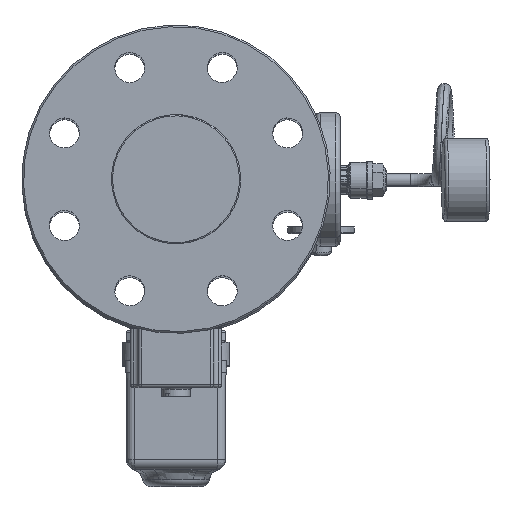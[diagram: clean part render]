
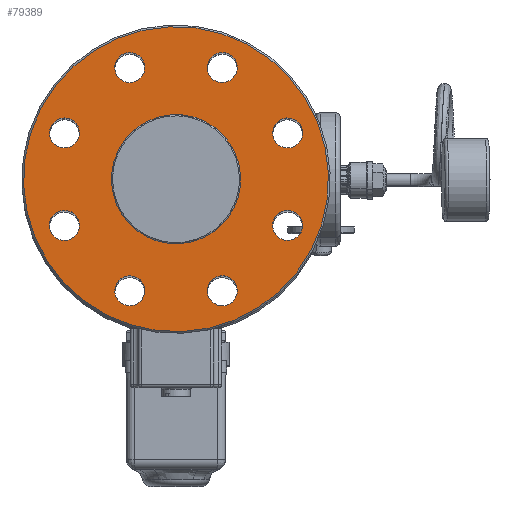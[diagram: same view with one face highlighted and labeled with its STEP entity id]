
A CAD part, top view. The second image highlights one B-rep face of the part: STEP entity #79389.
In plain terms, the highlighted planar face has unit normal (0, 0, 1).
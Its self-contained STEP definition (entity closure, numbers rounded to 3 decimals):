
#78699=CARTESIAN_POINT('Vertex',(4.15,317.144,224.572)) ;
#78713=CARTESIAN_POINT('Vertex',(-4.15,240.089,224.572)) ;
#78716=CARTESIAN_POINT('Axis2P3D Location',(0.,278.617,224.572)) ;
#78734=CARTESIAN_POINT('Axis2P3D Location',(0.,278.617,224.572)) ;
#78765=CARTESIAN_POINT('Vertex',(-30.289,220.268,224.572)) ;
#78768=CARTESIAN_POINT('Axis2P3D Location',(-27.745,211.635,224.572)) ;
#78772=CARTESIAN_POINT('Vertex',(-25.2,203.003,224.572)) ;
#78793=CARTESIAN_POINT('Axis2P3D Location',(-27.745,211.635,224.572)) ;
#78824=CARTESIAN_POINT('Vertex',(-62.676,298.458,224.572)) ;
#78827=CARTESIAN_POINT('Axis2P3D Location',(-66.981,306.361,224.572)) ;
#78831=CARTESIAN_POINT('Vertex',(-71.286,314.265,224.572)) ;
#78852=CARTESIAN_POINT('Axis2P3D Location',(-66.981,306.361,224.572)) ;
#78883=CARTESIAN_POINT('Vertex',(30.289,336.965,224.572)) ;
#78886=CARTESIAN_POINT('Axis2P3D Location',(27.745,345.598,224.572)) ;
#78890=CARTESIAN_POINT('Vertex',(25.2,354.231,224.572)) ;
#78911=CARTESIAN_POINT('Axis2P3D Location',(27.745,345.598,224.572)) ;
#78942=CARTESIAN_POINT('Vertex',(62.676,258.776,224.572)) ;
#78945=CARTESIAN_POINT('Axis2P3D Location',(66.981,250.872,224.572)) ;
#78949=CARTESIAN_POINT('Vertex',(71.286,242.968,224.572)) ;
#78970=CARTESIAN_POINT('Axis2P3D Location',(66.981,250.872,224.572)) ;
#79001=CARTESIAN_POINT('Vertex',(-19.841,341.293,224.572)) ;
#79004=CARTESIAN_POINT('Axis2P3D Location',(-27.745,345.598,224.572)) ;
#79008=CARTESIAN_POINT('Vertex',(-35.648,349.903,224.572)) ;
#79029=CARTESIAN_POINT('Axis2P3D Location',(-27.745,345.598,224.572)) ;
#79060=CARTESIAN_POINT('Vertex',(58.348,308.906,224.572)) ;
#79063=CARTESIAN_POINT('Axis2P3D Location',(66.981,306.361,224.572)) ;
#79067=CARTESIAN_POINT('Vertex',(75.614,303.817,224.572)) ;
#79088=CARTESIAN_POINT('Axis2P3D Location',(66.981,306.361,224.572)) ;
#79119=CARTESIAN_POINT('Vertex',(19.841,215.94,224.572)) ;
#79122=CARTESIAN_POINT('Axis2P3D Location',(27.745,211.635,224.572)) ;
#79126=CARTESIAN_POINT('Vertex',(35.648,207.33,224.572)) ;
#79147=CARTESIAN_POINT('Axis2P3D Location',(27.745,211.635,224.572)) ;
#79178=CARTESIAN_POINT('Vertex',(-58.348,248.327,224.572)) ;
#79181=CARTESIAN_POINT('Axis2P3D Location',(-66.981,250.872,224.572)) ;
#79185=CARTESIAN_POINT('Vertex',(-75.614,253.417,224.572)) ;
#79206=CARTESIAN_POINT('Axis2P3D Location',(-66.981,250.872,224.572)) ;
#79330=CARTESIAN_POINT('Axis2P3D Location',(0.,278.617,224.572)) ;
#79335=CARTESIAN_POINT('Axis2P3D Location',(0.,278.617,224.572)) ;
#79339=CARTESIAN_POINT('Vertex',(-35.016,363.152,224.572)) ;
#79341=CARTESIAN_POINT('Vertex',(35.016,194.082,224.572)) ;
#79344=CARTESIAN_POINT('Axis2P3D Location',(0.,278.617,224.572)) ;
#78717=DIRECTION('Axis2P3D Direction',(0.,0.,-1.)) ;
#78735=DIRECTION('Axis2P3D Direction',(0.,0.,-1.)) ;
#78769=DIRECTION('Axis2P3D Direction',(0.,0.,1.)) ;
#78794=DIRECTION('Axis2P3D Direction',(0.,0.,1.)) ;
#78828=DIRECTION('Axis2P3D Direction',(0.,0.,1.)) ;
#78853=DIRECTION('Axis2P3D Direction',(0.,0.,1.)) ;
#78887=DIRECTION('Axis2P3D Direction',(0.,0.,1.)) ;
#78912=DIRECTION('Axis2P3D Direction',(0.,0.,1.)) ;
#78946=DIRECTION('Axis2P3D Direction',(0.,0.,1.)) ;
#78971=DIRECTION('Axis2P3D Direction',(0.,0.,1.)) ;
#79005=DIRECTION('Axis2P3D Direction',(0.,0.,1.)) ;
#79030=DIRECTION('Axis2P3D Direction',(0.,0.,1.)) ;
#79064=DIRECTION('Axis2P3D Direction',(0.,0.,1.)) ;
#79089=DIRECTION('Axis2P3D Direction',(0.,0.,1.)) ;
#79123=DIRECTION('Axis2P3D Direction',(0.,0.,1.)) ;
#79148=DIRECTION('Axis2P3D Direction',(0.,0.,1.)) ;
#79182=DIRECTION('Axis2P3D Direction',(0.,0.,1.)) ;
#79207=DIRECTION('Axis2P3D Direction',(0.,0.,1.)) ;
#79331=DIRECTION('Axis2P3D Direction',(0.,0.,1.)) ;
#79332=DIRECTION('Axis2P3D XDirection',(0.383,-0.924,0.)) ;
#79336=DIRECTION('Axis2P3D Direction',(0.,0.,1.)) ;
#79345=DIRECTION('Axis2P3D Direction',(0.,0.,1.)) ;
#78718=AXIS2_PLACEMENT_3D('Circle Axis2P3D',#78716,#78717,$) ;
#78736=AXIS2_PLACEMENT_3D('Circle Axis2P3D',#78734,#78735,$) ;
#78770=AXIS2_PLACEMENT_3D('Circle Axis2P3D',#78768,#78769,$) ;
#78795=AXIS2_PLACEMENT_3D('Circle Axis2P3D',#78793,#78794,$) ;
#78829=AXIS2_PLACEMENT_3D('Circle Axis2P3D',#78827,#78828,$) ;
#78854=AXIS2_PLACEMENT_3D('Circle Axis2P3D',#78852,#78853,$) ;
#78888=AXIS2_PLACEMENT_3D('Circle Axis2P3D',#78886,#78887,$) ;
#78913=AXIS2_PLACEMENT_3D('Circle Axis2P3D',#78911,#78912,$) ;
#78947=AXIS2_PLACEMENT_3D('Circle Axis2P3D',#78945,#78946,$) ;
#78972=AXIS2_PLACEMENT_3D('Circle Axis2P3D',#78970,#78971,$) ;
#79006=AXIS2_PLACEMENT_3D('Circle Axis2P3D',#79004,#79005,$) ;
#79031=AXIS2_PLACEMENT_3D('Circle Axis2P3D',#79029,#79030,$) ;
#79065=AXIS2_PLACEMENT_3D('Circle Axis2P3D',#79063,#79064,$) ;
#79090=AXIS2_PLACEMENT_3D('Circle Axis2P3D',#79088,#79089,$) ;
#79124=AXIS2_PLACEMENT_3D('Circle Axis2P3D',#79122,#79123,$) ;
#79149=AXIS2_PLACEMENT_3D('Circle Axis2P3D',#79147,#79148,$) ;
#79183=AXIS2_PLACEMENT_3D('Circle Axis2P3D',#79181,#79182,$) ;
#79208=AXIS2_PLACEMENT_3D('Circle Axis2P3D',#79206,#79207,$) ;
#79333=AXIS2_PLACEMENT_3D('Plane Axis2P3D',#79330,#79331,#79332) ;
#79337=AXIS2_PLACEMENT_3D('Circle Axis2P3D',#79335,#79336,$) ;
#79346=AXIS2_PLACEMENT_3D('Circle Axis2P3D',#79344,#79345,$) ;
#78719=CIRCLE('generated circle',#78718,38.75) ;
#78737=CIRCLE('generated circle',#78736,38.75) ;
#78771=CIRCLE('generated circle',#78770,9.) ;
#78796=CIRCLE('generated circle',#78795,9.) ;
#78830=CIRCLE('generated circle',#78829,9.) ;
#78855=CIRCLE('generated circle',#78854,9.) ;
#78889=CIRCLE('generated circle',#78888,9.) ;
#78914=CIRCLE('generated circle',#78913,9.) ;
#78948=CIRCLE('generated circle',#78947,9.) ;
#78973=CIRCLE('generated circle',#78972,9.) ;
#79007=CIRCLE('generated circle',#79006,9.) ;
#79032=CIRCLE('generated circle',#79031,9.) ;
#79066=CIRCLE('generated circle',#79065,9.) ;
#79091=CIRCLE('generated circle',#79090,9.) ;
#79125=CIRCLE('generated circle',#79124,9.) ;
#79150=CIRCLE('generated circle',#79149,9.) ;
#79184=CIRCLE('generated circle',#79183,9.) ;
#79209=CIRCLE('generated circle',#79208,9.) ;
#79338=CIRCLE('generated circle',#79337,91.5) ;
#79347=CIRCLE('generated circle',#79346,91.5) ;
#79334=PLANE('',#79333) ;
#79356=FACE_BOUND('',#79353,.T.) ;
#79360=FACE_BOUND('',#79357,.T.) ;
#79364=FACE_BOUND('',#79361,.T.) ;
#79368=FACE_BOUND('',#79365,.T.) ;
#79372=FACE_BOUND('',#79369,.T.) ;
#79376=FACE_BOUND('',#79373,.T.) ;
#79380=FACE_BOUND('',#79377,.T.) ;
#79384=FACE_BOUND('',#79381,.T.) ;
#79388=FACE_BOUND('',#79385,.T.) ;
#78720=EDGE_CURVE('',#78714,#78700,#78719,.F.) ;
#78738=EDGE_CURVE('',#78700,#78714,#78737,.F.) ;
#78774=EDGE_CURVE('',#78766,#78773,#78771,.T.) ;
#78797=EDGE_CURVE('',#78773,#78766,#78796,.T.) ;
#78833=EDGE_CURVE('',#78825,#78832,#78830,.T.) ;
#78856=EDGE_CURVE('',#78832,#78825,#78855,.T.) ;
#78892=EDGE_CURVE('',#78884,#78891,#78889,.T.) ;
#78915=EDGE_CURVE('',#78891,#78884,#78914,.T.) ;
#78951=EDGE_CURVE('',#78943,#78950,#78948,.T.) ;
#78974=EDGE_CURVE('',#78950,#78943,#78973,.T.) ;
#79010=EDGE_CURVE('',#79002,#79009,#79007,.T.) ;
#79033=EDGE_CURVE('',#79009,#79002,#79032,.T.) ;
#79069=EDGE_CURVE('',#79061,#79068,#79066,.T.) ;
#79092=EDGE_CURVE('',#79068,#79061,#79091,.T.) ;
#79128=EDGE_CURVE('',#79120,#79127,#79125,.T.) ;
#79151=EDGE_CURVE('',#79127,#79120,#79150,.T.) ;
#79187=EDGE_CURVE('',#79179,#79186,#79184,.T.) ;
#79210=EDGE_CURVE('',#79186,#79179,#79209,.T.) ;
#79343=EDGE_CURVE('',#79340,#79342,#79338,.T.) ;
#79348=EDGE_CURVE('',#79342,#79340,#79347,.T.) ;
#79350=ORIENTED_EDGE('',*,*,#79343,.T.) ;
#79351=ORIENTED_EDGE('',*,*,#79348,.T.) ;
#79354=ORIENTED_EDGE('',*,*,#78738,.F.) ;
#79355=ORIENTED_EDGE('',*,*,#78720,.F.) ;
#79358=ORIENTED_EDGE('',*,*,#79210,.F.) ;
#79359=ORIENTED_EDGE('',*,*,#79187,.F.) ;
#79362=ORIENTED_EDGE('',*,*,#79151,.F.) ;
#79363=ORIENTED_EDGE('',*,*,#79128,.F.) ;
#79366=ORIENTED_EDGE('',*,*,#79092,.F.) ;
#79367=ORIENTED_EDGE('',*,*,#79069,.F.) ;
#79370=ORIENTED_EDGE('',*,*,#79033,.F.) ;
#79371=ORIENTED_EDGE('',*,*,#79010,.F.) ;
#79374=ORIENTED_EDGE('',*,*,#78974,.F.) ;
#79375=ORIENTED_EDGE('',*,*,#78951,.F.) ;
#79378=ORIENTED_EDGE('',*,*,#78915,.F.) ;
#79379=ORIENTED_EDGE('',*,*,#78892,.F.) ;
#79382=ORIENTED_EDGE('',*,*,#78856,.F.) ;
#79383=ORIENTED_EDGE('',*,*,#78833,.F.) ;
#79386=ORIENTED_EDGE('',*,*,#78797,.F.) ;
#79387=ORIENTED_EDGE('',*,*,#78774,.F.) ;
#79349=EDGE_LOOP('',(#79350,#79351)) ;
#79353=EDGE_LOOP('',(#79354,#79355)) ;
#79357=EDGE_LOOP('',(#79358,#79359)) ;
#79361=EDGE_LOOP('',(#79362,#79363)) ;
#79365=EDGE_LOOP('',(#79366,#79367)) ;
#79369=EDGE_LOOP('',(#79370,#79371)) ;
#79373=EDGE_LOOP('',(#79374,#79375)) ;
#79377=EDGE_LOOP('',(#79378,#79379)) ;
#79381=EDGE_LOOP('',(#79382,#79383)) ;
#79385=EDGE_LOOP('',(#79386,#79387)) ;
#78700=VERTEX_POINT('',#78699) ;
#78714=VERTEX_POINT('',#78713) ;
#78766=VERTEX_POINT('',#78765) ;
#78773=VERTEX_POINT('',#78772) ;
#78825=VERTEX_POINT('',#78824) ;
#78832=VERTEX_POINT('',#78831) ;
#78884=VERTEX_POINT('',#78883) ;
#78891=VERTEX_POINT('',#78890) ;
#78943=VERTEX_POINT('',#78942) ;
#78950=VERTEX_POINT('',#78949) ;
#79002=VERTEX_POINT('',#79001) ;
#79009=VERTEX_POINT('',#79008) ;
#79061=VERTEX_POINT('',#79060) ;
#79068=VERTEX_POINT('',#79067) ;
#79120=VERTEX_POINT('',#79119) ;
#79127=VERTEX_POINT('',#79126) ;
#79179=VERTEX_POINT('',#79178) ;
#79186=VERTEX_POINT('',#79185) ;
#79340=VERTEX_POINT('',#79339) ;
#79342=VERTEX_POINT('',#79341) ;
#79389=ADVANCED_FACE('PartBody',(#79352,#79356,#79360,#79364,#79368,#79372,#79376,#79380,#79384,#79388),#79334,.T.) ;
#79352=FACE_OUTER_BOUND('',#79349,.T.) ;
